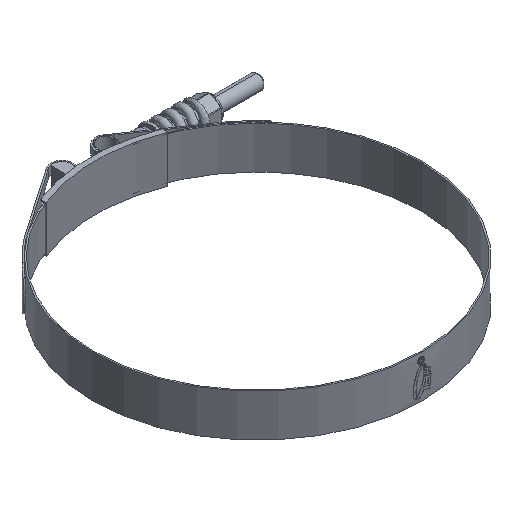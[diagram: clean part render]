
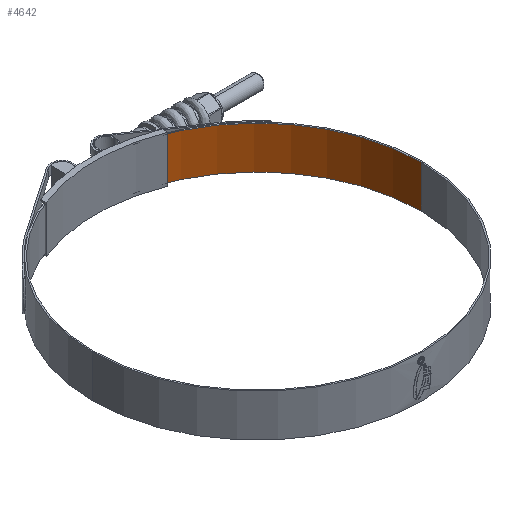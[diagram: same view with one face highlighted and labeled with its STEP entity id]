
A CAD part, isometric view. The second image highlights one B-rep face of the part: STEP entity #4642.
In plain terms, the highlighted cylindrical face has radius 73.8 mm (diameter 147.6 mm), a partial arc.
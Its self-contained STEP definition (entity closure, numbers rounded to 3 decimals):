
#121 = DIRECTION ( 'NONE',  ( 0., 0., -1. ) ) ;
#145 = EDGE_CURVE ( 'NONE', #15836, #8022, #2483, .T. ) ;
#441 = EDGE_CURVE ( 'NONE', #8022, #5512, #4057, .T. ) ;
#1033 = VECTOR ( 'NONE', #2728, 1000. ) ;
#1359 = CARTESIAN_POINT ( 'NONE',  ( 73.8, 0., 9.55 ) ) ;
#1369 = CARTESIAN_POINT ( 'NONE',  ( 0., 0., 9.55 ) ) ;
#1620 = VECTOR ( 'NONE', #12611, 1000. ) ;
#1625 = DIRECTION ( 'NONE',  ( -1., 0., 0. ) ) ;
#2483 = LINE ( 'NONE', #8695, #1620 ) ;
#2647 = FACE_OUTER_BOUND ( 'NONE', #9340, .T. ) ;
#2728 = DIRECTION ( 'NONE',  ( 0., 0., -1. ) ) ;
#3223 = VERTEX_POINT ( 'NONE', #9999 ) ;
#3603 = EDGE_CURVE ( 'NONE', #15836, #3223, #4869, .T. ) ;
#4057 = CIRCLE ( 'NONE', #13395, 73.8 ) ;
#4400 = ORIENTED_EDGE ( 'NONE', *, *, #9070, .F. ) ;
#4530 = ORIENTED_EDGE ( 'NONE', *, *, #441, .T. ) ;
#4642 = ADVANCED_FACE ( 'NONE', ( #2647 ), #7760, .F. ) ;
#4869 = CIRCLE ( 'NONE', #16359, 73.8 ) ;
#5026 = CARTESIAN_POINT ( 'NONE',  ( 0., 0., -9.55 ) ) ;
#5246 = DIRECTION ( 'NONE',  ( -1., 0., 0. ) ) ;
#5512 = VERTEX_POINT ( 'NONE', #11834 ) ;
#7621 = DIRECTION ( 'NONE',  ( -1., 0., 0. ) ) ;
#7760 = CYLINDRICAL_SURFACE ( 'NONE', #7833, 73.8 ) ;
#7833 = AXIS2_PLACEMENT_3D ( 'NONE', #1369, #121, #5246 ) ;
#8022 = VERTEX_POINT ( 'NONE', #14462 ) ;
#8695 = CARTESIAN_POINT ( 'NONE',  ( 9.365, 73.203, 9.55 ) ) ;
#9070 = EDGE_CURVE ( 'NONE', #3223, #5512, #15366, .T. ) ;
#9340 = EDGE_LOOP ( 'NONE', ( #4400, #14111, #13247, #4530 ) ) ;
#9999 = CARTESIAN_POINT ( 'NONE',  ( 73.8, 0., 9.55 ) ) ;
#10652 = CARTESIAN_POINT ( 'NONE',  ( 9.365, 73.203, 9.55 ) ) ;
#11784 = DIRECTION ( 'NONE',  ( 0., 0., -1. ) ) ;
#11834 = CARTESIAN_POINT ( 'NONE',  ( 73.8, 0., -9.55 ) ) ;
#12611 = DIRECTION ( 'NONE',  ( 0., 0., -1. ) ) ;
#13247 = ORIENTED_EDGE ( 'NONE', *, *, #145, .T. ) ;
#13395 = AXIS2_PLACEMENT_3D ( 'NONE', #5026, #13961, #7621 ) ;
#13961 = DIRECTION ( 'NONE',  ( 0., 0., -1. ) ) ;
#14111 = ORIENTED_EDGE ( 'NONE', *, *, #3603, .F. ) ;
#14287 = CARTESIAN_POINT ( 'NONE',  ( 0., 0., 9.55 ) ) ;
#14462 = CARTESIAN_POINT ( 'NONE',  ( 9.365, 73.203, -9.55 ) ) ;
#15366 = LINE ( 'NONE', #1359, #1033 ) ;
#15836 = VERTEX_POINT ( 'NONE', #10652 ) ;
#16359 = AXIS2_PLACEMENT_3D ( 'NONE', #14287, #11784, #1625 ) ;
